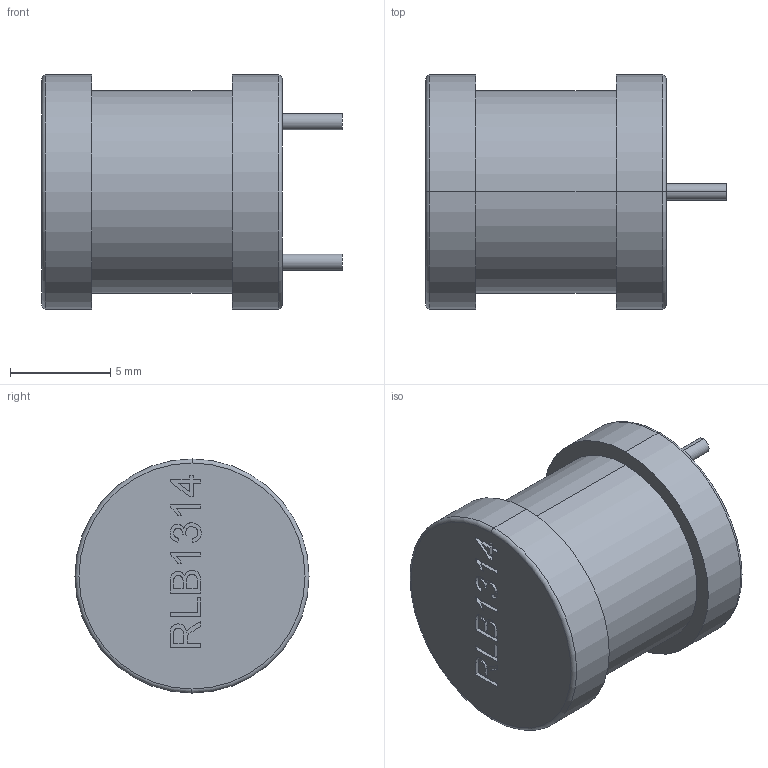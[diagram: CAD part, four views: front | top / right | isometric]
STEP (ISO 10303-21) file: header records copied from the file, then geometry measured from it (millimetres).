
FILE_DESCRIPTION (( 'STEP AP214' ), '1' );
FILE_NAME ('RLB1314_2.STEP', '2022-03-16T21:04:18', ( '' ), ( '' ), 'SwSTEP 2.0', 'SolidWorks 2019', '' );
FILE_SCHEMA (( 'AUTOMOTIVE_DESIGN' ));
Length unit declared in the file: millimetre
Products named in the file (1): RLB1314_2
Bounding box: 15 x 11.7 x 11.7 mm (x, y, z)
Volume: 1099.9 mm3; surface area: 693.6 mm2
Topology: 1 solids, 1 shells, 120 faces, 305 edges, 202 vertices
Faces by surface type: plane 70, bspline 36, cylinder 10, torus 4
Entity records: 6655 total; most frequent: CARTESIAN_POINT 2616, ORIENTED_EDGE 610, DIRECTION 431, EDGE_CURVE 305, VECTOR 205, LINE 205, VERTEX_POINT 202, EDGE_LOOP 135
